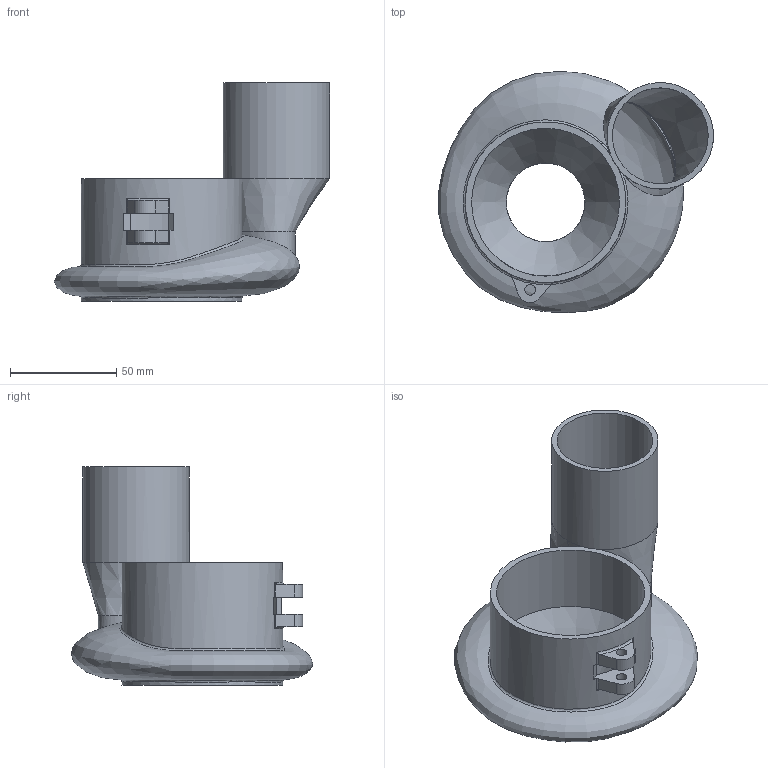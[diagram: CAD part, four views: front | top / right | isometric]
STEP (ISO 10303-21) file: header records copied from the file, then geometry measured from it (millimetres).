
FILE_DESCRIPTION(/* description */ (''),/* implementation_level */ '2;1');
FILE_NAME(/* name */ 'Main Ring.step',/* time_stamp */ '2021-05-02T09:48:53-07:00',/* author */ (''),/* organization */ (''),/* preprocessor_version */ 'ST-DEVELOPER v18.1',/* originating_system */ 'Autodesk Translation Framework v10.6.0.1341',/* authorisation */ '');
FILE_SCHEMA (('AUTOMOTIVE_DESIGN { 1 0 10303 214 3 1 1 }'));
Length unit declared in the file: millimetre
Products named in the file (1): Main Ring
Bounding box: 129.24 x 113.44 x 102.5 mm (x, y, z)
Volume: 91333.2 mm3; surface area: 84532.2 mm2
Topology: 1 solids, 1 shells, 91 faces, 275 edges, 184 vertices
Faces by surface type: plane 26, bspline 26, cylinder 24, torus 11, cone 4
Full cylindrical faces by diameter (mm): 5.05 x2, 6 x5, 45 x2, 50 x1, 59.5 x1, 69.5 x1, 71.5 x1, 75.5 x2
Entity records: 7396 total; most frequent: CARTESIAN_POINT 5133, ORIENTED_EDGE 546, DIRECTION 350, EDGE_CURVE 273, VERTEX_POINT 183, AXIS2_PLACEMENT_3D 147, B_SPLINE_CURVE_WITH_KNOTS 136, EDGE_LOOP 112
